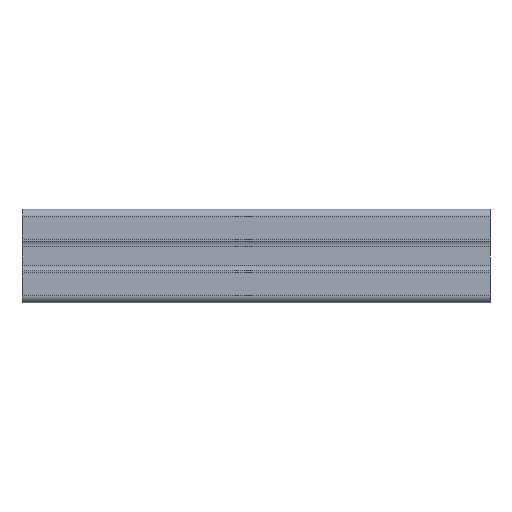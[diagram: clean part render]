
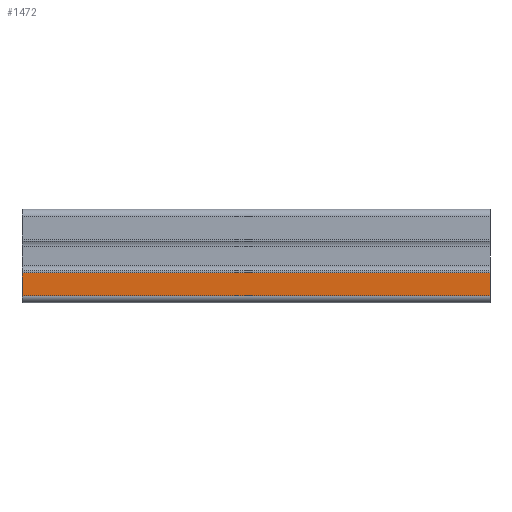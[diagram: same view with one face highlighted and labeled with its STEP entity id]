
A CAD part, left-side view. The second image highlights one B-rep face of the part: STEP entity #1472.
In plain terms, the highlighted planar face has unit normal (-1, 0, 0).
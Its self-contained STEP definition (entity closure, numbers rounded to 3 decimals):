
#27=PLANE('',#1567);
#92=FACE_OUTER_BOUND('',#167,.T.);
#167=EDGE_LOOP('',(#1060,#1061,#1062,#1063));
#264=LINE('',#2127,#457);
#265=LINE('',#2130,#458);
#266=LINE('',#2132,#459);
#267=LINE('',#2133,#460);
#457=VECTOR('',#1722,10.);
#458=VECTOR('',#1725,10.);
#459=VECTOR('',#1726,10.);
#460=VECTOR('',#1727,10.);
#669=VERTEX_POINT('',#2123);
#670=VERTEX_POINT('',#2125);
#671=VERTEX_POINT('',#2129);
#672=VERTEX_POINT('',#2131);
#828=EDGE_CURVE('',#669,#670,#264,.T.);
#829=EDGE_CURVE('',#671,#669,#265,.T.);
#830=EDGE_CURVE('',#672,#670,#266,.T.);
#831=EDGE_CURVE('',#671,#672,#267,.T.);
#1060=ORIENTED_EDGE('',*,*,#829,.T.);
#1061=ORIENTED_EDGE('',*,*,#828,.T.);
#1062=ORIENTED_EDGE('',*,*,#830,.F.);
#1063=ORIENTED_EDGE('',*,*,#831,.F.);
#1472=ADVANCED_FACE('',(#92),#27,.T.);
#1567=AXIS2_PLACEMENT_3D('',#2128,#1723,#1724);
#1722=DIRECTION('',(0.,1.,0.));
#1723=DIRECTION('center_axis',(-1.,0.,0.));
#1724=DIRECTION('ref_axis',(0.,0.,1.));
#1725=DIRECTION('',(0.,0.,1.));
#1726=DIRECTION('',(0.,0.,1.));
#1727=DIRECTION('',(0.,1.,0.));
#2123=CARTESIAN_POINT('',(6.634,0.,-0.199));
#2125=CARTESIAN_POINT('',(6.634,100.,-0.199));
#2127=CARTESIAN_POINT('',(6.634,0.,-0.199));
#2128=CARTESIAN_POINT('Origin',(6.634,0.,-5.099));
#2129=CARTESIAN_POINT('',(6.634,0.,-5.099));
#2130=CARTESIAN_POINT('',(6.634,0.,-5.099));
#2131=CARTESIAN_POINT('',(6.634,100.,-5.099));
#2132=CARTESIAN_POINT('',(6.634,100.,-5.099));
#2133=CARTESIAN_POINT('',(6.634,0.,-5.099));
